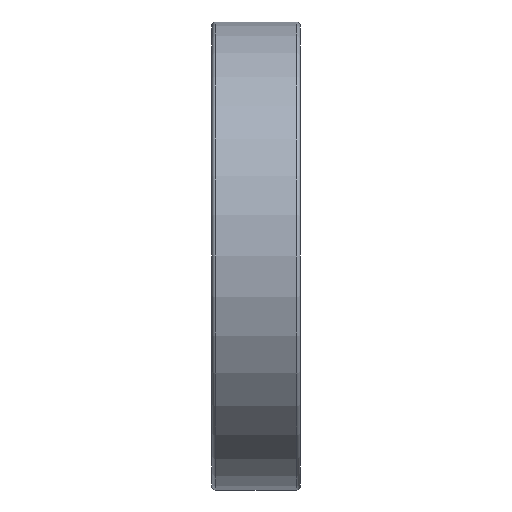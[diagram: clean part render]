
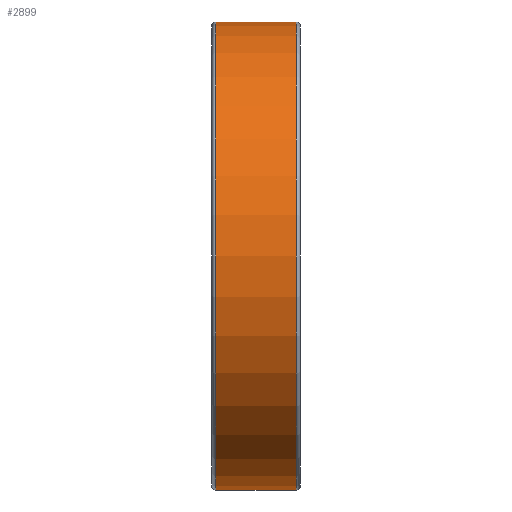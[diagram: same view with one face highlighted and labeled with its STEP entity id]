
A CAD part, left-side view. The second image highlights one B-rep face of the part: STEP entity #2899.
In plain terms, the highlighted cylindrical face has radius 18.5 mm (diameter 37 mm), a partial arc.
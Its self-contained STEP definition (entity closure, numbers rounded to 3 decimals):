
#2651=DIRECTION('',(0.,-1.,0.));
#2652=VECTOR('',#2651,6.4);
#2653=CARTESIAN_POINT('',(0.,-0.3,18.5));
#2654=LINE('',#2653,#2652);
#2690=CARTESIAN_POINT('',(0.,-6.7,0.));
#2691=DIRECTION('',(0.,-1.,0.));
#2692=DIRECTION('',(0.,0.,1.));
#2693=AXIS2_PLACEMENT_3D('',#2690,#2691,#2692);
#2695=DIRECTION('',(0.,-1.,0.));
#2696=VECTOR('',#2695,6.4);
#2697=CARTESIAN_POINT('',(0.,-0.3,-18.5));
#2698=LINE('',#2697,#2696);
#2704=CARTESIAN_POINT('',(0.,-0.3,0.));
#2705=DIRECTION('',(0.,1.,0.));
#2706=DIRECTION('',(0.,0.,-1.));
#2707=AXIS2_PLACEMENT_3D('',#2704,#2705,#2706);
#2774=CARTESIAN_POINT('',(0.,-0.3,18.5));
#2775=CARTESIAN_POINT('',(0.,-6.7,18.5));
#2776=VERTEX_POINT('',#2774);
#2777=VERTEX_POINT('',#2775);
#2778=CARTESIAN_POINT('',(0.,-0.3,-18.5));
#2779=CARTESIAN_POINT('',(0.,-6.7,-18.5));
#2780=VERTEX_POINT('',#2778);
#2781=VERTEX_POINT('',#2779);
#2887=CARTESIAN_POINT('',(0.,-3.5,0.));
#2888=DIRECTION('',(0.,1.,0.));
#2889=DIRECTION('',(0.,0.,1.));
#2890=AXIS2_PLACEMENT_3D('',#2887,#2888,#2889);
#2891=CYLINDRICAL_SURFACE('',#2890,18.5);
#2892=ORIENTED_EDGE('',*,*,#2837,.F.);
#2894=ORIENTED_EDGE('',*,*,#2893,.T.);
#2895=ORIENTED_EDGE('',*,*,#2834,.T.);
#2896=ORIENTED_EDGE('',*,*,#2880,.T.);
#2897=EDGE_LOOP('',(#2892,#2894,#2895,#2896));
#2898=FACE_OUTER_BOUND('',#2897,.F.);
#2899=ADVANCED_FACE('',(#2898),#2891,.T.);
#2694=CIRCLE('',#2693,18.5);
#2708=CIRCLE('',#2707,18.5);
#2834=EDGE_CURVE('',#2776,#2777,#2654,.T.);
#2837=EDGE_CURVE('',#2780,#2781,#2698,.T.);
#2880=EDGE_CURVE('',#2777,#2781,#2694,.T.);
#2893=EDGE_CURVE('',#2780,#2776,#2708,.T.);
